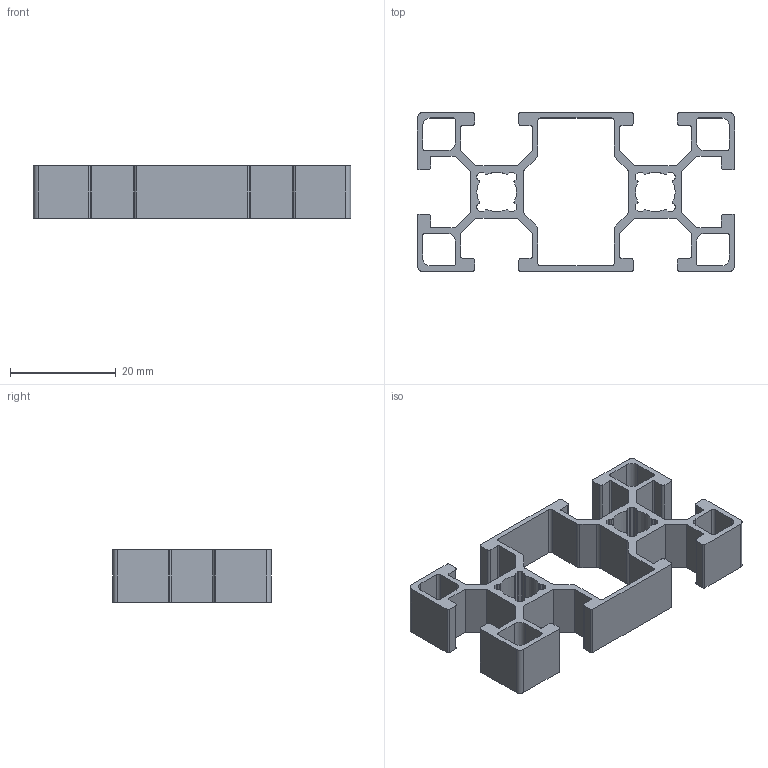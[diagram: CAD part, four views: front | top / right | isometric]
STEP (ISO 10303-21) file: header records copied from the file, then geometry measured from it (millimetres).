
FILE_DESCRIPTION (( 'STEP AP203' ), '1' );
FILE_NAME ('10-3060-0 V2.STEP', '2021-08-17T19:06:48', ( '' ), ( '' ), 'SwSTEP 2.0', 'SolidWorks 2021', '' );
FILE_SCHEMA (( 'CONFIG_CONTROL_DESIGN' ));
Length unit declared in the file: millimetre
Products named in the file (1): 10-3060-0 V2
Bounding box: 60 x 30 x 10 mm (x, y, z)
Volume: 3942.3 mm3; surface area: 6553.1 mm2
Topology: 1 solids, 1 shells, 264 faces, 786 edges, 524 vertices
Faces by surface type: plane 134, cylinder 130
Entity records: 9035 total; most frequent: DIRECTION 1576, CARTESIAN_POINT 1575, ORIENTED_EDGE 1572, EDGE_CURVE 786, VECTOR 526, LINE 526, AXIS2_PLACEMENT_3D 525, VERTEX_POINT 524
